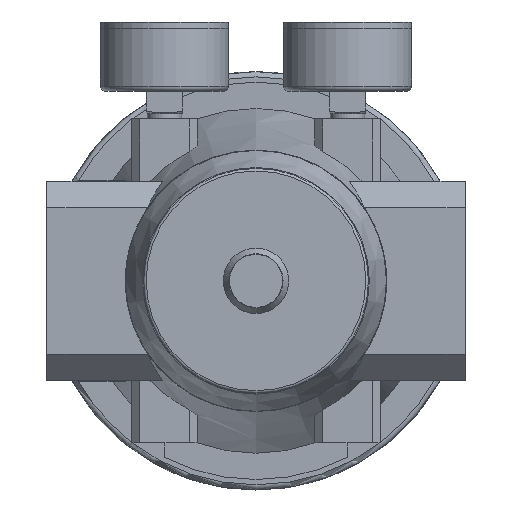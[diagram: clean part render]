
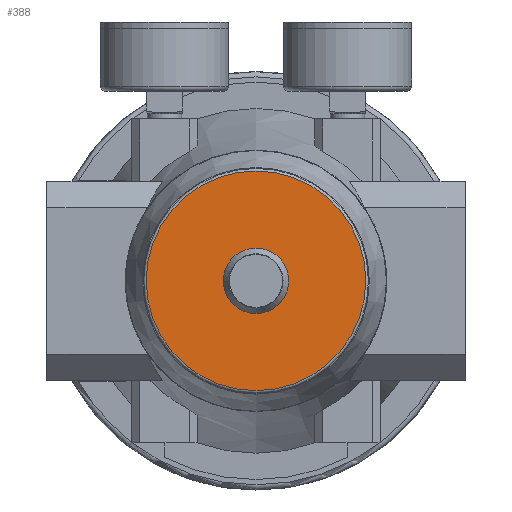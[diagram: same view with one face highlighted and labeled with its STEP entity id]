
A CAD part, front view. The second image highlights one B-rep face of the part: STEP entity #388.
In plain terms, the highlighted planar face has unit normal (0, -1, 0).
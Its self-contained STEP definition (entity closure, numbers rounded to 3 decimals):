
#388 = ADVANCED_FACE( '', ( #947, #948 ), #949, .F. );
#947 = FACE_BOUND( '', #1613, .T. );
#948 = FACE_OUTER_BOUND( '', #1614, .T. );
#949 = PLANE( '', #1615 );
#1613 = EDGE_LOOP( '', ( #3400 ) );
#1614 = EDGE_LOOP( '', ( #3401 ) );
#1615 = AXIS2_PLACEMENT_3D( '', #3402, #3403, #3404 );
#3400 = ORIENTED_EDGE( '', *, *, #4531, .F. );
#3401 = ORIENTED_EDGE( '', *, *, #4532, .T. );
#3402 = CARTESIAN_POINT( '', ( 42., -89., 0. ) );
#3403 = DIRECTION( '', ( 0., 1., 0. ) );
#3404 = DIRECTION( '', ( 0., 0., 1. ) );
#4531 = EDGE_CURVE( '', #5581, #5581, #5582, .T. );
#4532 = EDGE_CURVE( '', #5583, #5583, #5584, .T. );
#5581 = VERTEX_POINT( '', #7738 );
#5582 = CIRCLE( '', #7739, 12.5 );
#5583 = VERTEX_POINT( '', #7740 );
#5584 = CIRCLE( '', #7741, 42. );
#7738 = CARTESIAN_POINT( '', ( 0., -89., -12.5 ) );
#7739 = AXIS2_PLACEMENT_3D( '', #8758, #8759, #8760 );
#7740 = CARTESIAN_POINT( '', ( 0., -89., -42. ) );
#7741 = AXIS2_PLACEMENT_3D( '', #8761, #8762, #8763 );
#8758 = CARTESIAN_POINT( '', ( 0., -89., 0. ) );
#8759 = DIRECTION( '', ( 0., -1., 0. ) );
#8760 = DIRECTION( '', ( 0., 0., -1. ) );
#8761 = CARTESIAN_POINT( '', ( 0., -89., 0. ) );
#8762 = DIRECTION( '', ( 0., -1., 0. ) );
#8763 = DIRECTION( '', ( 0., 0., -1. ) );
